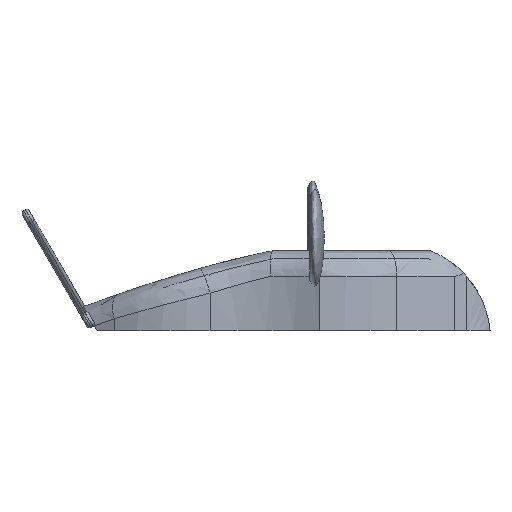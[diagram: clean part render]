
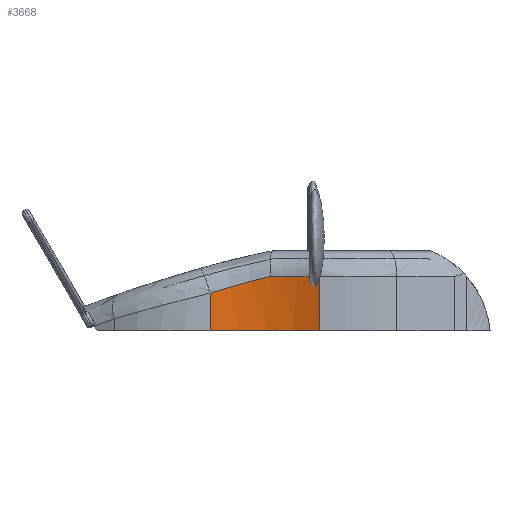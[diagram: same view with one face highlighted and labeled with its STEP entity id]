
A CAD part, left-side view. The second image highlights one B-rep face of the part: STEP entity #3668.
In plain terms, the highlighted cylindrical face has radius 60.406 mm (diameter 120.811 mm), a partial arc.
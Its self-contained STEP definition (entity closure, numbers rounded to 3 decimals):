
#356=FACE_OUTER_BOUND('',#562,.T.);
#562=EDGE_LOOP('',(#3158,#3159,#3160,#3161,#3162,#3163));
#657=CIRCLE('',#3829,60.406);
#681=CIRCLE('',#3924,60.406);
#877=LINE('',#12394,#1095);
#878=LINE('',#12421,#1096);
#1095=VECTOR('',#4535,1000.);
#1096=VECTOR('',#4538,1000.);
#1339=B_SPLINE_CURVE_WITH_KNOTS('',3,(#12226,#12227,#12228,#12229),
 .UNSPECIFIED.,.F.,.F.,(4,4),(0.,2.222),.UNSPECIFIED.);
#1343=B_SPLINE_CURVE_WITH_KNOTS('',3,(#12404,#12405,#12406,#12407,#12408,
#12409,#12410,#12411,#12412,#12413,#12414,#12415,#12416,#12417,#12418,#12419),
 .UNSPECIFIED.,.F.,.F.,(4,2,2,2,2,2,2,4),(-0.482,-0.326,
-0.283,-0.254,-0.227,-0.192,
-0.13,0.),.UNSPECIFIED.);
#1549=VERTEX_POINT('',#6822);
#1556=VERTEX_POINT('',#6950);
#1716=VERTEX_POINT('',#12195);
#1719=VERTEX_POINT('',#12388);
#1720=VERTEX_POINT('',#12393);
#1721=VERTEX_POINT('',#12420);
#1988=EDGE_CURVE('',#1556,#1549,#657,.T.);
#2242=EDGE_CURVE('',#1716,#1556,#1339,.T.);
#2247=EDGE_CURVE('',#1719,#1720,#877,.T.);
#2249=EDGE_CURVE('',#1549,#1719,#1343,.T.);
#2250=EDGE_CURVE('',#1716,#1721,#878,.T.);
#2251=EDGE_CURVE('',#1721,#1720,#681,.T.);
#3158=ORIENTED_EDGE('',*,*,#2249,.F.);
#3159=ORIENTED_EDGE('',*,*,#1988,.F.);
#3160=ORIENTED_EDGE('',*,*,#2242,.F.);
#3161=ORIENTED_EDGE('',*,*,#2250,.T.);
#3162=ORIENTED_EDGE('',*,*,#2251,.T.);
#3163=ORIENTED_EDGE('',*,*,#2247,.F.);
#3501=CYLINDRICAL_SURFACE('',#3923,60.406);
#3668=ADVANCED_FACE('',(#356),#3501,.F.);
#3829=AXIS2_PLACEMENT_3D('',#6963,#4230,#4231);
#3923=AXIS2_PLACEMENT_3D('',#12403,#4536,#4537);
#3924=AXIS2_PLACEMENT_3D('',#12422,#4539,#4540);
#4230=DIRECTION('center_axis',(0.,0.,-1.));
#4231=DIRECTION('ref_axis',(0.947,-0.321,0.));
#4535=DIRECTION('',(0.,0.,-1.));
#4536=DIRECTION('center_axis',(0.,0.,-1.));
#4537=DIRECTION('ref_axis',(0.987,-0.162,0.));
#4538=DIRECTION('',(0.,0.,-1.));
#4539=DIRECTION('center_axis',(0.,0.,-1.));
#4540=DIRECTION('ref_axis',(-1.,0.,0.));
#6822=CARTESIAN_POINT('',(31.388,6.057,19.5));
#6950=CARTESIAN_POINT('',(35.131,18.351,19.5));
#6963=CARTESIAN_POINT('Origin',(-24.199,29.699,19.5));
#12195=CARTESIAN_POINT('',(35.724,37.325,14.249));
#12226=CARTESIAN_POINT('Ctrl Pts',(35.724,37.325,14.249));
#12227=CARTESIAN_POINT('Ctrl Pts',(36.519,31.077,16.249));
#12228=CARTESIAN_POINT('Ctrl Pts',(36.337,24.655,18.077));
#12229=CARTESIAN_POINT('Ctrl Pts',(35.131,18.351,19.5));
#12388=CARTESIAN_POINT('',(30.134,3.302,19.477));
#12393=CARTESIAN_POINT('',(30.134,3.302,2.5));
#12394=CARTESIAN_POINT('',(30.134,3.302,27.5));
#12403=CARTESIAN_POINT('Origin',(-24.199,29.699,27.5));
#12404=CARTESIAN_POINT('Ctrl Pts',(31.388,6.057,19.5));
#12405=CARTESIAN_POINT('Ctrl Pts',(31.317,5.889,19.015));
#12406=CARTESIAN_POINT('Ctrl Pts',(31.211,5.641,18.417));
#12407=CARTESIAN_POINT('Ctrl Pts',(31.031,5.235,17.925));
#12408=CARTESIAN_POINT('Ctrl Pts',(30.986,5.132,17.823));
#12409=CARTESIAN_POINT('Ctrl Pts',(30.9,4.94,17.704));
#12410=CARTESIAN_POINT('Ctrl Pts',(30.863,4.859,17.669));
#12411=CARTESIAN_POINT('Ctrl Pts',(30.787,4.69,17.639));
#12412=CARTESIAN_POINT('Ctrl Pts',(30.75,4.609,17.643));
#12413=CARTESIAN_POINT('Ctrl Pts',(30.666,4.426,17.692));
#12414=CARTESIAN_POINT('Ctrl Pts',(30.622,4.33,17.746));
#12415=CARTESIAN_POINT('Ctrl Pts',(30.512,4.093,17.934));
#12416=CARTESIAN_POINT('Ctrl Pts',(30.45,3.962,18.102));
#12417=CARTESIAN_POINT('Ctrl Pts',(30.292,3.628,18.622));
#12418=CARTESIAN_POINT('Ctrl Pts',(30.202,3.443,19.072));
#12419=CARTESIAN_POINT('Ctrl Pts',(30.134,3.302,19.477));
#12420=CARTESIAN_POINT('',(35.724,37.325,2.5));
#12421=CARTESIAN_POINT('',(35.724,37.325,27.5));
#12422=CARTESIAN_POINT('Origin',(-24.199,29.699,2.5));
